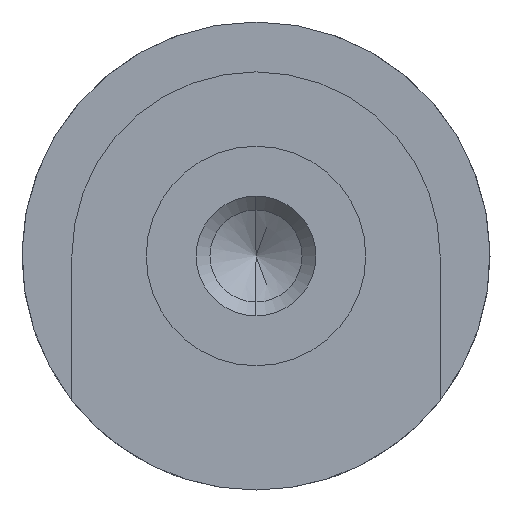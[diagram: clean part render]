
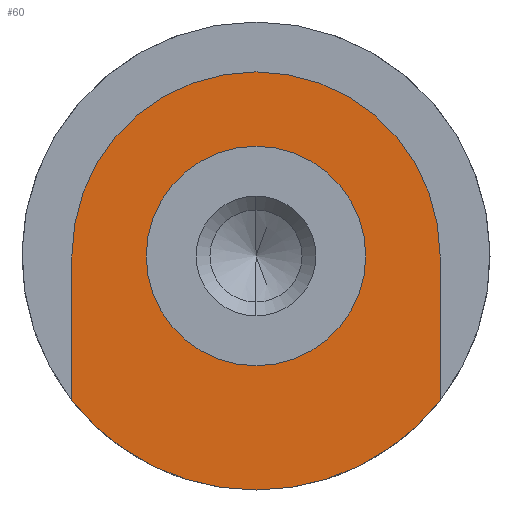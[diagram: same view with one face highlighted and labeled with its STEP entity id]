
A CAD part, left-side view. The second image highlights one B-rep face of the part: STEP entity #60.
In plain terms, the highlighted planar face has unit normal (-1, 0, 0).
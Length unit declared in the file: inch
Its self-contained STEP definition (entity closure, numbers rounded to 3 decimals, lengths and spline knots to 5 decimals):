
#2 = PLANE ( 'NONE',  #100 ) ;
#8 = EDGE_CURVE ( 'NONE', #700, #61, #83, .T. ) ;
#12 = EDGE_CURVE ( 'NONE', #557, #26, #399, .T. ) ;
#26 = VERTEX_POINT ( 'NONE', #160 ) ;
#53 = EDGE_LOOP ( 'NONE', ( #295, #299, #649, #534, #462 ) ) ;
#60 = ADVANCED_FACE ( 'NONE', ( #247, #958 ), #2, .F. ) ;
#61 = VERTEX_POINT ( 'NONE', #460 ) ;
#66 = EDGE_CURVE ( 'NONE', #72, #26, #845, .T. ) ;
#72 = VERTEX_POINT ( 'NONE', #644 ) ;
#81 = DIRECTION ( 'NONE',  ( 0., -1., 0. ) ) ;
#83 = CIRCLE ( 'NONE', #944, 0.2345 ) ;
#88 = DIRECTION ( 'NONE',  ( -1., 0., 0. ) ) ;
#90 = AXIS2_PLACEMENT_3D ( 'NONE', #960, #730, #878 ) ;
#100 = AXIS2_PLACEMENT_3D ( 'NONE', #319, #376, #142 ) ;
#124 = DIRECTION ( 'NONE',  ( -1., 0., 0. ) ) ;
#127 = DIRECTION ( 'NONE',  ( 0., 0., -1. ) ) ;
#142 = DIRECTION ( 'NONE',  ( 0., 0., -1. ) ) ;
#149 = VECTOR ( 'NONE', #392, 39.37008 ) ;
#160 = CARTESIAN_POINT ( 'NONE',  ( 0., -0.3935, -0.30848 ) ) ;
#174 = DIRECTION ( 'NONE',  ( 0., 0., 1. ) ) ;
#247 = FACE_BOUND ( 'NONE', #664, .T. ) ;
#295 = ORIENTED_EDGE ( 'NONE', *, *, #823, .T. ) ;
#299 = ORIENTED_EDGE ( 'NONE', *, *, #886, .T. ) ;
#319 = CARTESIAN_POINT ( 'NONE',  ( 0., 0.5, 0. ) ) ;
#376 = DIRECTION ( 'NONE',  ( 1., 0., 0. ) ) ;
#383 = DIRECTION ( 'NONE',  ( -1., 0., 0. ) ) ;
#392 = DIRECTION ( 'NONE',  ( 0., 0., -1. ) ) ;
#399 = LINE ( 'NONE', #1017, #149 ) ;
#404 = CIRCLE ( 'NONE', #90, 0.5 ) ;
#440 = DIRECTION ( 'NONE',  ( 0., -1., 0. ) ) ;
#458 = CARTESIAN_POINT ( 'NONE',  ( 0., 0., 0. ) ) ;
#460 = CARTESIAN_POINT ( 'NONE',  ( 0., 0.2345, 0. ) ) ;
#462 = ORIENTED_EDGE ( 'NONE', *, *, #613, .T. ) ;
#472 = CARTESIAN_POINT ( 'NONE',  ( 0., 0., 0. ) ) ;
#507 = CARTESIAN_POINT ( 'NONE',  ( 0., 0., 0. ) ) ;
#527 = VECTOR ( 'NONE', #127, 39.37008 ) ;
#534 = ORIENTED_EDGE ( 'NONE', *, *, #12, .F. ) ;
#557 = VERTEX_POINT ( 'NONE', #643 ) ;
#560 = ORIENTED_EDGE ( 'NONE', *, *, #8, .F. ) ;
#594 = VERTEX_POINT ( 'NONE', #912 ) ;
#606 = CARTESIAN_POINT ( 'NONE',  ( 0., 0.3935, 0. ) ) ;
#613 = EDGE_CURVE ( 'NONE', #557, #594, #813, .T. ) ;
#614 = VERTEX_POINT ( 'NONE', #828 ) ;
#616 = ORIENTED_EDGE ( 'NONE', *, *, #838, .F. ) ;
#643 = CARTESIAN_POINT ( 'NONE',  ( 0., -0.3935, 0. ) ) ;
#644 = CARTESIAN_POINT ( 'NONE',  ( 0., 0., -0.5 ) ) ;
#648 = CIRCLE ( 'NONE', #820, 0.2345 ) ;
#649 = ORIENTED_EDGE ( 'NONE', *, *, #66, .T. ) ;
#664 = EDGE_LOOP ( 'NONE', ( #616, #560 ) ) ;
#700 = VERTEX_POINT ( 'NONE', #914 ) ;
#705 = DIRECTION ( 'NONE',  ( -1., 0., 0. ) ) ;
#710 = AXIS2_PLACEMENT_3D ( 'NONE', #782, #88, #174 ) ;
#730 = DIRECTION ( 'NONE',  ( -1., 0., 0. ) ) ;
#782 = CARTESIAN_POINT ( 'NONE',  ( 0., 0., 0. ) ) ;
#813 = CIRCLE ( 'NONE', #945, 0.3935 ) ;
#820 = AXIS2_PLACEMENT_3D ( 'NONE', #458, #383, #440 ) ;
#823 = EDGE_CURVE ( 'NONE', #594, #614, #934, .T. ) ;
#828 = CARTESIAN_POINT ( 'NONE',  ( 0., 0.3935, -0.30848 ) ) ;
#838 = EDGE_CURVE ( 'NONE', #61, #700, #648, .T. ) ;
#845 = CIRCLE ( 'NONE', #710, 0.5 ) ;
#878 = DIRECTION ( 'NONE',  ( 0., 0., 1. ) ) ;
#886 = EDGE_CURVE ( 'NONE', #614, #72, #404, .T. ) ;
#912 = CARTESIAN_POINT ( 'NONE',  ( 0., 0.3935, 0. ) ) ;
#914 = CARTESIAN_POINT ( 'NONE',  ( 0., -0.2345, 0. ) ) ;
#934 = LINE ( 'NONE', #606, #527 ) ;
#944 = AXIS2_PLACEMENT_3D ( 'NONE', #472, #705, #81 ) ;
#945 = AXIS2_PLACEMENT_3D ( 'NONE', #507, #124, #984 ) ;
#958 = FACE_OUTER_BOUND ( 'NONE', #53, .T. ) ;
#960 = CARTESIAN_POINT ( 'NONE',  ( 0., 0., 0. ) ) ;
#984 = DIRECTION ( 'NONE',  ( 0., -1., 0. ) ) ;
#1017 = CARTESIAN_POINT ( 'NONE',  ( 0., -0.3935, 0. ) ) ;
